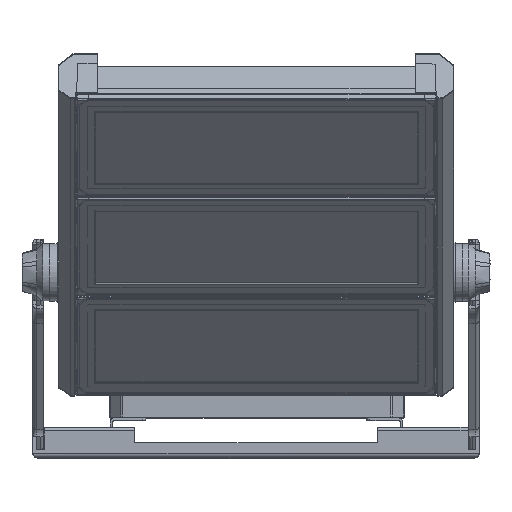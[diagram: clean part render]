
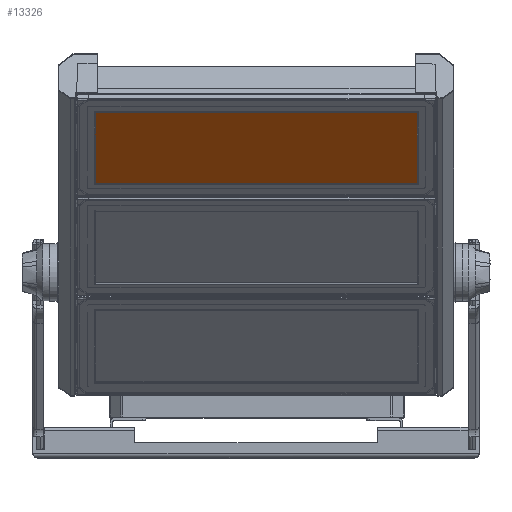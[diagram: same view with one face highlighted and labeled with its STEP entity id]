
A CAD part, top view. The second image highlights one B-rep face of the part: STEP entity #13326.
In plain terms, the highlighted face is planar.
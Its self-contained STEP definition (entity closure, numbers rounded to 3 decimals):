
#819 = EDGE_CURVE ( 'NONE', #5795, #26973, #31447, .T. ) ;
#2880 = EDGE_CURVE ( 'NONE', #4130, #26973, #48421, .T. ) ;
#2955 = CARTESIAN_POINT ( 'NONE',  ( -213.569, 398.332, 341.169 ) ) ;
#3064 = FACE_OUTER_BOUND ( 'NONE', #29396, .T. ) ;
#4130 = VERTEX_POINT ( 'NONE', #6549 ) ;
#5336 = CARTESIAN_POINT ( 'NONE',  ( 212.889, 498.978, 441.815 ) ) ;
#5657 = DIRECTION ( 'NONE',  ( 0., -0.707, 0.707 ) ) ;
#5795 = VERTEX_POINT ( 'NONE', #27505 ) ;
#6549 = CARTESIAN_POINT ( 'NONE',  ( -213.569, 398.332, 341.169 ) ) ;
#6937 = EDGE_CURVE ( 'NONE', #19884, #19406, #10331, .T. ) ;
#7931 = VERTEX_POINT ( 'NONE', #5336 ) ;
#8102 = AXIS2_PLACEMENT_3D ( 'NONE', #48450, #11434, #16551 ) ;
#8428 = VERTEX_POINT ( 'NONE', #38953 ) ;
#9969 = ORIENTED_EDGE ( 'NONE', *, *, #43786, .F. ) ;
#10331 = LINE ( 'NONE', #30887, #31929 ) ;
#11434 = DIRECTION ( 'NONE',  ( 0., -0.707, 0.707 ) ) ;
#12049 = DIRECTION ( 'NONE',  ( 0., 0.707, -0.707 ) ) ;
#12890 = ORIENTED_EDGE ( 'NONE', *, *, #2880, .T. ) ;
#13114 = CARTESIAN_POINT ( 'NONE',  ( -213.569, 498.978, 441.815 ) ) ;
#13326 = ADVANCED_FACE ( 'NONE', ( #3064 ), #49039, .T. ) ;
#14966 = EDGE_CURVE ( 'NONE', #19884, #51808, #42626, .T. ) ;
#15433 = ORIENTED_EDGE ( 'NONE', *, *, #20224, .T. ) ;
#15509 = ORIENTED_EDGE ( 'NONE', *, *, #50270, .T. ) ;
#16551 = DIRECTION ( 'NONE',  ( 0., 0.707, 0.707 ) ) ;
#17558 = DIRECTION ( 'NONE',  ( 0., -0.707, 0.707 ) ) ;
#17873 = DIRECTION ( 'NONE',  ( 0., -0.707, -0.707 ) ) ;
#18292 = CARTESIAN_POINT ( 'NONE',  ( 212.889, 398.332, 341.169 ) ) ;
#18642 = CARTESIAN_POINT ( 'NONE',  ( -211.569, 500.393, 443.229 ) ) ;
#19337 = AXIS2_PLACEMENT_3D ( 'NONE', #47295, #30304, #17873 ) ;
#19406 = VERTEX_POINT ( 'NONE', #48854 ) ;
#19788 = VECTOR ( 'NONE', #20304, 1000. ) ;
#19884 = VERTEX_POINT ( 'NONE', #47132 ) ;
#20224 = EDGE_CURVE ( 'NONE', #5795, #8428, #39195, .T. ) ;
#20304 = DIRECTION ( 'NONE',  ( 0., 0.707, 0.707 ) ) ;
#21631 = ORIENTED_EDGE ( 'NONE', *, *, #819, .F. ) ;
#24429 = AXIS2_PLACEMENT_3D ( 'NONE', #40967, #12049, #31798 ) ;
#26217 = DIRECTION ( 'NONE',  ( -1., 0., 0. ) ) ;
#26411 = CIRCLE ( 'NONE', #47970, 2. ) ;
#26973 = VERTEX_POINT ( 'NONE', #13114 ) ;
#27505 = CARTESIAN_POINT ( 'NONE',  ( -211.569, 500.393, 443.229 ) ) ;
#28856 = EDGE_CURVE ( 'NONE', #4130, #19406, #26411, .T. ) ;
#28903 = CARTESIAN_POINT ( 'NONE',  ( 210.889, 498.978, 441.815 ) ) ;
#29396 = EDGE_LOOP ( 'NONE', ( #15433, #9969, #15509, #35757, #41069, #34607, #12890, #21631 ) ) ;
#30289 = CARTESIAN_POINT ( 'NONE',  ( -211.569, 398.332, 341.169 ) ) ;
#30304 = DIRECTION ( 'NONE',  ( 0., -0.707, 0.707 ) ) ;
#30887 = CARTESIAN_POINT ( 'NONE',  ( 210.889, 396.918, 339.754 ) ) ;
#31077 = DIRECTION ( 'NONE',  ( 1., 0., 0. ) ) ;
#31447 = CIRCLE ( 'NONE', #8102, 2. ) ;
#31798 = DIRECTION ( 'NONE',  ( 0., -0.707, -0.707 ) ) ;
#31929 = VECTOR ( 'NONE', #47349, 1000. ) ;
#34027 = DIRECTION ( 'NONE',  ( 1., 0., 0. ) ) ;
#34607 = ORIENTED_EDGE ( 'NONE', *, *, #28856, .F. ) ;
#35757 = ORIENTED_EDGE ( 'NONE', *, *, #14966, .F. ) ;
#36575 = CARTESIAN_POINT ( 'NONE',  ( 212.889, 498.978, 441.815 ) ) ;
#38953 = CARTESIAN_POINT ( 'NONE',  ( 210.889, 500.393, 443.229 ) ) ;
#39195 = LINE ( 'NONE', #18642, #50593 ) ;
#40636 = AXIS2_PLACEMENT_3D ( 'NONE', #28903, #17558, #34027 ) ;
#40967 = CARTESIAN_POINT ( 'NONE',  ( -0.34, 448.655, 391.492 ) ) ;
#41069 = ORIENTED_EDGE ( 'NONE', *, *, #6937, .T. ) ;
#41438 = CIRCLE ( 'NONE', #40636, 2. ) ;
#42626 = CIRCLE ( 'NONE', #19337, 2. ) ;
#43786 = EDGE_CURVE ( 'NONE', #7931, #8428, #41438, .T. ) ;
#47132 = CARTESIAN_POINT ( 'NONE',  ( 210.889, 396.918, 339.754 ) ) ;
#47295 = CARTESIAN_POINT ( 'NONE',  ( 210.889, 398.332, 341.169 ) ) ;
#47349 = DIRECTION ( 'NONE',  ( -1., 0., 0. ) ) ;
#47415 = VECTOR ( 'NONE', #48965, 1000. ) ;
#47970 = AXIS2_PLACEMENT_3D ( 'NONE', #30289, #5657, #26217 ) ;
#48421 = LINE ( 'NONE', #2955, #19788 ) ;
#48450 = CARTESIAN_POINT ( 'NONE',  ( -211.569, 498.978, 441.815 ) ) ;
#48854 = CARTESIAN_POINT ( 'NONE',  ( -211.569, 396.918, 339.754 ) ) ;
#48965 = DIRECTION ( 'NONE',  ( 0., -0.707, -0.707 ) ) ;
#49039 = PLANE ( 'NONE',  #24429 ) ;
#50270 = EDGE_CURVE ( 'NONE', #7931, #51808, #53261, .T. ) ;
#50593 = VECTOR ( 'NONE', #31077, 1000. ) ;
#51808 = VERTEX_POINT ( 'NONE', #18292 ) ;
#53261 = LINE ( 'NONE', #36575, #47415 ) ;
